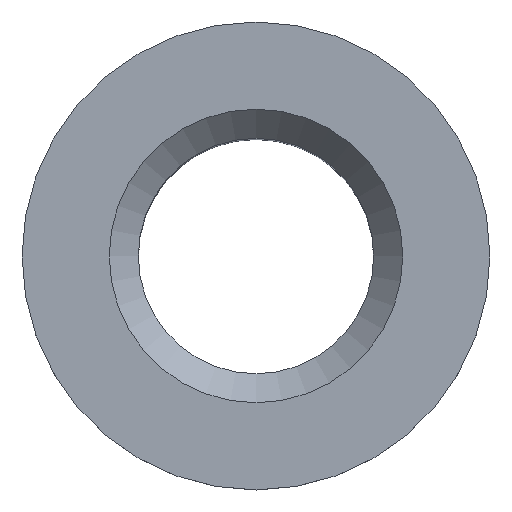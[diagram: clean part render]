
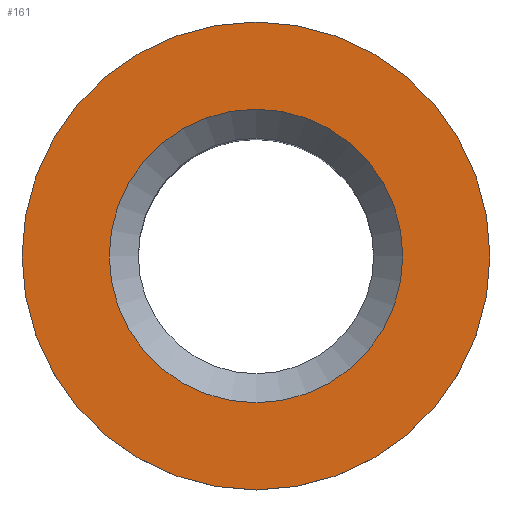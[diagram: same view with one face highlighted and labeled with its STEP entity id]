
A CAD part, top view. The second image highlights one B-rep face of the part: STEP entity #161.
In plain terms, the highlighted planar face has unit normal (0, 0, 1).
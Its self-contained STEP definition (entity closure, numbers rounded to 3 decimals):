
#18=FACE_BOUND('',#43,.T.);
#22=PLANE('',#200);
#30=FACE_OUTER_BOUND('',#42,.T.);
#42=EDGE_LOOP('',(#130));
#43=EDGE_LOOP('',(#131));
#70=CIRCLE('',#196,5.05);
#73=CIRCLE('',#201,8.051);
#83=VERTEX_POINT('',#285);
#86=VERTEX_POINT('',#295);
#98=EDGE_CURVE('',#83,#83,#70,.T.);
#103=EDGE_CURVE('',#86,#86,#73,.T.);
#130=ORIENTED_EDGE('',*,*,#103,.T.);
#131=ORIENTED_EDGE('',*,*,#98,.F.);
#161=ADVANCED_FACE('',(#30,#18),#22,.T.);
#196=AXIS2_PLACEMENT_3D('',#286,#233,#234);
#200=AXIS2_PLACEMENT_3D('',#294,#243,#244);
#201=AXIS2_PLACEMENT_3D('',#296,#245,#246);
#233=DIRECTION('center_axis',(0.,0.,1.));
#234=DIRECTION('ref_axis',(-1.,0.,0.));
#243=DIRECTION('center_axis',(0.,0.,1.));
#244=DIRECTION('ref_axis',(1.,0.,0.));
#245=DIRECTION('center_axis',(0.,0.,1.));
#246=DIRECTION('ref_axis',(1.,0.,0.));
#285=CARTESIAN_POINT('',(5.05,0.,6.));
#286=CARTESIAN_POINT('Origin',(0.,0.,
6.));
#294=CARTESIAN_POINT('Origin',(0.,0.,
6.));
#295=CARTESIAN_POINT('',(-8.051,0.,6.));
#296=CARTESIAN_POINT('Origin',(0.,0.,
6.));
